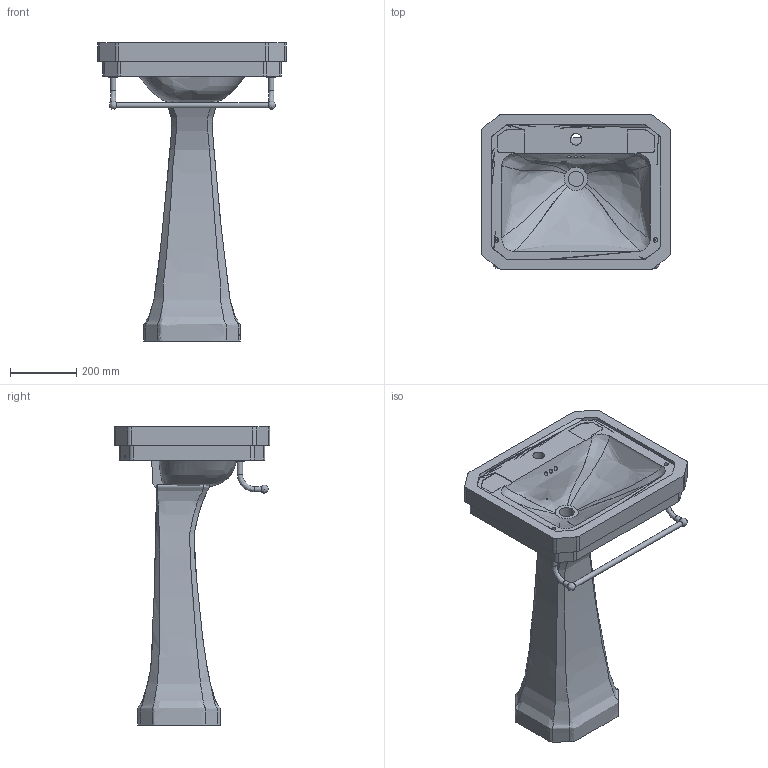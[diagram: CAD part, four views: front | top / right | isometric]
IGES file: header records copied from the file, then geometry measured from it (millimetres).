
Global section: file name: 2741; native system: AutoCAD 2016 - English; preprocessor: Autodesk Translation Framework DWG producer (atf_dwg_producer); organization: unknown; date: 20161027.163821; units: millimetre
Bounding box: 570 x 470 x 900 mm (x, y, z)
Volume: 39374880.9 mm3; surface area: 1473857.5 mm2
Topology: 3 solids, 3 shells, 1733 faces, 6788 edges, 5076 vertices
Faces by surface type: bspline 1733
